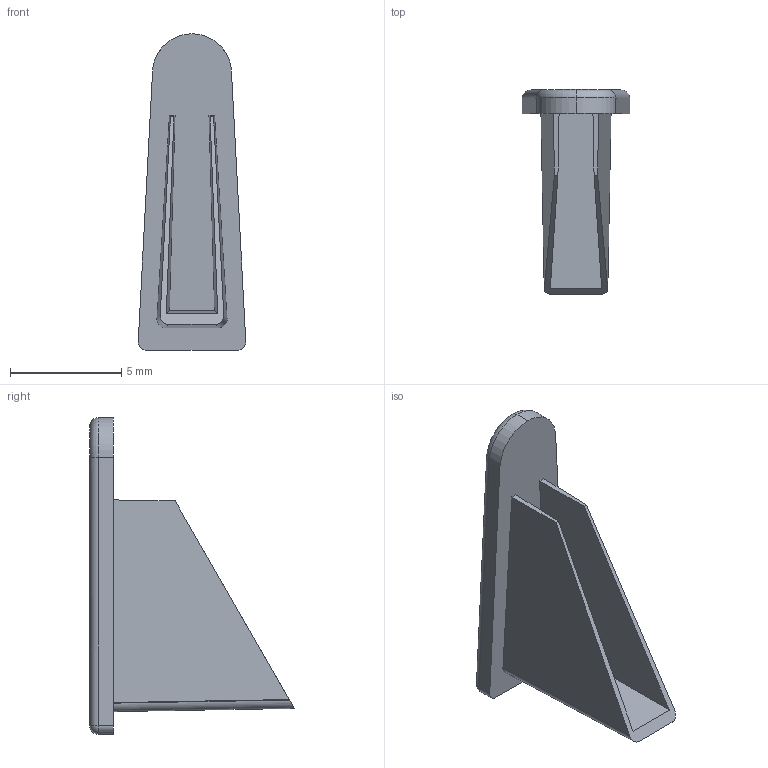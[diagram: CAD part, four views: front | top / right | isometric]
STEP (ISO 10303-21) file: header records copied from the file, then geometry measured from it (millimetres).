
FILE_DESCRIPTION (( 'STEP AP214' ), '1' );
FILE_NAME ('EECAP1P-10.STEP', '2012-06-01T17:35:48', ( '.adc' ), ( '' ), 'SwSTEP 2.0', 'SolidWorks 2011', '' );
FILE_SCHEMA (( 'AUTOMOTIVE_DESIGN' ));
Length unit declared in the file: inch
Products named in the file (1): EECAP1P-10
Bounding box: 4.83 x 9.19 x 14.22 mm (x, y, z)
Volume: 104.4 mm3; surface area: 379.1 mm2
Topology: 1 solids, 1 shells, 28 faces, 68 edges, 41 vertices
Faces by surface type: plane 14, cylinder 10, torus 2, sphere 2
Entity records: 1203 total; most frequent: CARTESIAN_POINT 164, ORIENTED_EDGE 132, DIRECTION 131, EDGE_CURVE 66, AXIS2_PLACEMENT_3D 44, LINE 43, VECTOR 43, VERTEX_POINT 41
